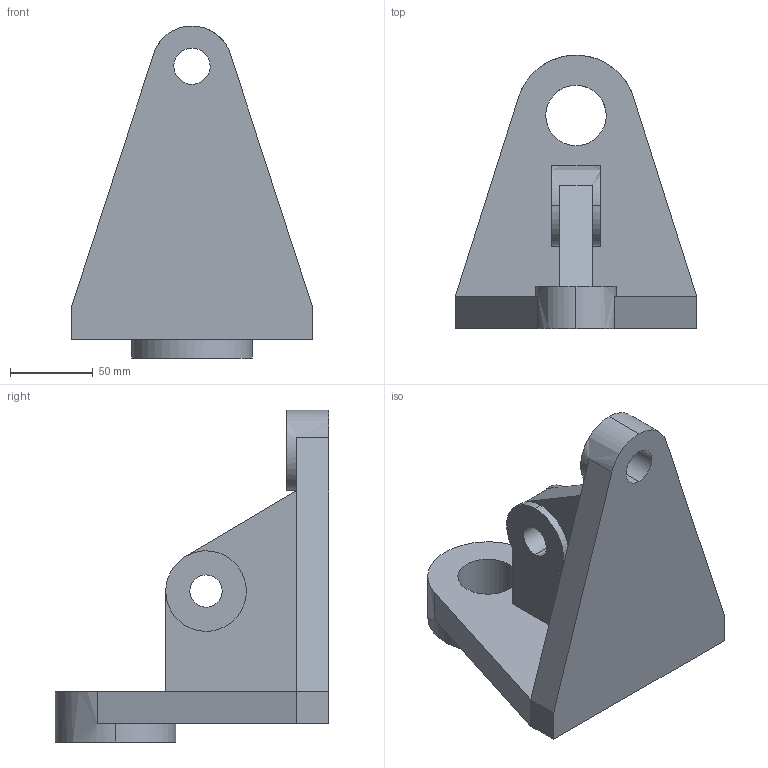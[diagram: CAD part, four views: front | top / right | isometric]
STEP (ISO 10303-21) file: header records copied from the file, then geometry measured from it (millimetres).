
FILE_DESCRIPTION(('FreeCAD Model'),'2;1');
FILE_NAME('Open CASCADE Shape Model','2025-05-09T07:45:00',('FreeCAD'),( 'FreeCAD'),'Open CASCADE STEP processor 7.6','FreeCAD','Unknown');
FILE_SCHEMA(('AUTOMOTIVE_DESIGN { 1 0 10303 214 1 1 1 1 }'));
Length unit declared in the file: millimetre
Products named in the file (1): Open CASCADE STEP translator 7.6 1
Bounding box: 146.16 x 165.6 x 200.96 mm (x, y, z)
Volume: 810260.8 mm3; surface area: 103388.8 mm2
Topology: 1 solids, 1 shells, 32 faces, 84 edges, 54 vertices
Faces by surface type: bspline 32
Entity records: 1009 total; most frequent: CARTESIAN_POINT 509, ORIENTED_EDGE 168, EDGE_CURVE 84, VERTEX_POINT 54, B_SPLINE_CURVE_WITH_KNOTS 50, FACE_BOUND 38, EDGE_LOOP 38, ADVANCED_FACE 32
